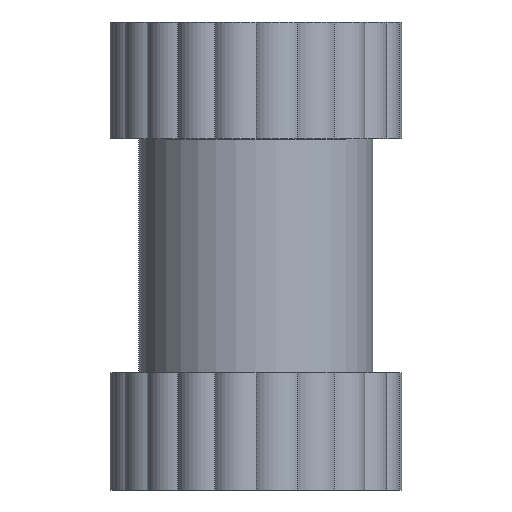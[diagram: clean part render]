
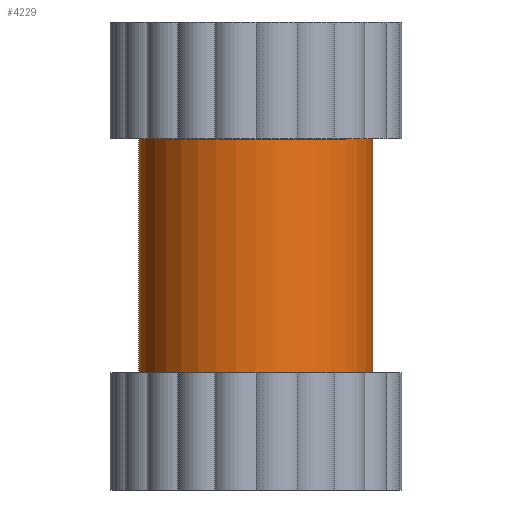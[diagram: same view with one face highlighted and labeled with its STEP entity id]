
A CAD part, front view. The second image highlights one B-rep face of the part: STEP entity #4229.
In plain terms, the highlighted cylindrical face has radius 1 mm (diameter 2 mm), a full revolution.
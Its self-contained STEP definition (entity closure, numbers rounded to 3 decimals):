
#3468 = EDGE_CURVE('',#3469,#3469,#3471,.T.);
#3469 = VERTEX_POINT('',#3470);
#3470 = CARTESIAN_POINT('',(-1.,0.,-1.));
#3471 = CIRCLE('',#3472,1.);
#3472 = AXIS2_PLACEMENT_3D('',#3473,#3474,#3475);
#3473 = CARTESIAN_POINT('',(0.,0.,-1.));
#3474 = DIRECTION('',(0.,0.,-1.));
#3475 = DIRECTION('',(-1.,0.,0.));
#4229 = ADVANCED_FACE('',(#4230),#4249,.T.);
#4230 = FACE_BOUND('',#4231,.T.);
#4231 = EDGE_LOOP('',(#4232,#4241,#4247,#4248));
#4232 = ORIENTED_EDGE('',*,*,#4233,.T.);
#4233 = EDGE_CURVE('',#4234,#4234,#4236,.T.);
#4234 = VERTEX_POINT('',#4235);
#4235 = CARTESIAN_POINT('',(-1.,0.,1.));
#4236 = CIRCLE('',#4237,1.);
#4237 = AXIS2_PLACEMENT_3D('',#4238,#4239,#4240);
#4238 = CARTESIAN_POINT('',(0.,0.,1.));
#4239 = DIRECTION('',(0.,0.,-1.));
#4240 = DIRECTION('',(-1.,0.,0.));
#4241 = ORIENTED_EDGE('',*,*,#4242,.T.);
#4242 = EDGE_CURVE('',#4234,#3469,#4243,.T.);
#4243 = LINE('',#4244,#4245);
#4244 = CARTESIAN_POINT('',(-1.,0.,1.));
#4245 = VECTOR('',#4246,1.);
#4246 = DIRECTION('',(0.,0.,-1.));
#4247 = ORIENTED_EDGE('',*,*,#3468,.F.);
#4248 = ORIENTED_EDGE('',*,*,#4242,.F.);
#4249 = CYLINDRICAL_SURFACE('',#4250,1.);
#4250 = AXIS2_PLACEMENT_3D('',#4251,#4252,#4253);
#4251 = CARTESIAN_POINT('',(0.,0.,1.));
#4252 = DIRECTION('',(0.,0.,-1.));
#4253 = DIRECTION('',(-1.,0.,0.));
